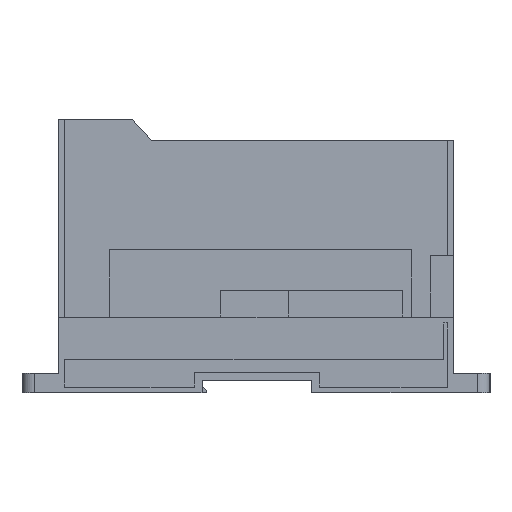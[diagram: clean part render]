
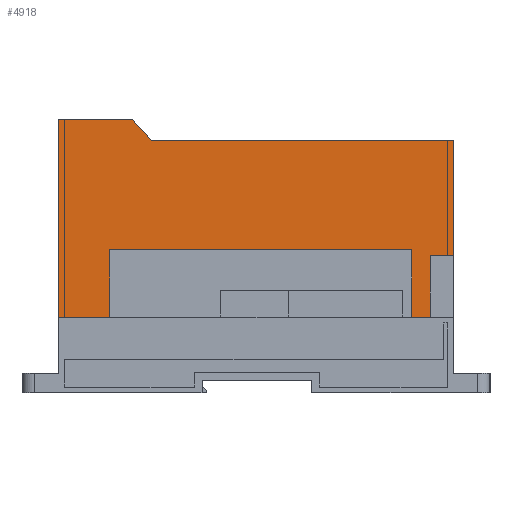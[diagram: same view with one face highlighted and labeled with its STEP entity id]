
A CAD part, left-side view. The second image highlights one B-rep face of the part: STEP entity #4918.
In plain terms, the highlighted planar face has unit normal (-1, 0, 0).
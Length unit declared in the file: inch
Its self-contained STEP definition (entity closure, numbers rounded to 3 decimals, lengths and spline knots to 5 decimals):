
#2130 = VERTEX_POINT ( 'NONE', #10425 ) ;
#2132 = EDGE_CURVE ( 'NONE', #2133, #2130, #10424, .T. ) ;
#2133 = VERTEX_POINT ( 'NONE', #10420 ) ;
#3978 = EDGE_CURVE ( 'NONE', #4126, #3979, #13922, .T. ) ;
#3979 = VERTEX_POINT ( 'NONE', #13918 ) ;
#4057 = VERTEX_POINT ( 'NONE', #13699 ) ;
#4059 = EDGE_CURVE ( 'NONE', #4057, #4060, #13698, .T. ) ;
#4060 = VERTEX_POINT ( 'NONE', #13788 ) ;
#4126 = VERTEX_POINT ( 'NONE', #16849 ) ;
#4260 = VERTEX_POINT ( 'NONE', #14131 ) ;
#4330 = EDGE_CURVE ( 'NONE', #4260, #4331, #14279, .T. ) ;
#4331 = VERTEX_POINT ( 'NONE', #14280 ) ;
#4532 = VERTEX_POINT ( 'NONE', #14522 ) ;
#4534 = EDGE_CURVE ( 'NONE', #4532, #4535, #14521, .T. ) ;
#4535 = VERTEX_POINT ( 'NONE', #14633 ) ;
#4569 = EDGE_CURVE ( 'NONE', #4057, #4571, #14767, .T. ) ;
#4571 = VERTEX_POINT ( 'NONE', #14861 ) ;
#4698 = EDGE_CURVE ( 'NONE', #4535, #2130, #15084, .T. ) ;
#4918 = ADVANCED_FACE ( 'NONE', ( #15602 ), #15611, .F. ) ;
#4919 = EDGE_LOOP ( 'NONE', ( #4920, #4921, #4924, #4926, #4927, #4928, #4929, #4931, #4932, #4946, #4949, #4951, #4952, #4935 ) ) ;
#4920 = ORIENTED_EDGE ( 'NONE', *, *, #4569, .T. ) ;
#4921 = ORIENTED_EDGE ( 'NONE', *, *, #4922, .F. ) ;
#4922 = EDGE_CURVE ( 'NONE', #4923, #4571, #15400, .T. ) ;
#4923 = VERTEX_POINT ( 'NONE', #15404 ) ;
#4924 = ORIENTED_EDGE ( 'NONE', *, *, #4925, .F. ) ;
#4925 = EDGE_CURVE ( 'NONE', #2133, #4923, #15413, .T. ) ;
#4926 = ORIENTED_EDGE ( 'NONE', *, *, #2132, .T. ) ;
#4927 = ORIENTED_EDGE ( 'NONE', *, *, #4698, .F. ) ;
#4928 = ORIENTED_EDGE ( 'NONE', *, *, #4534, .F. ) ;
#4929 = ORIENTED_EDGE ( 'NONE', *, *, #4930, .F. ) ;
#4930 = EDGE_CURVE ( 'NONE', #3979, #4532, #15417, .T. ) ;
#4931 = ORIENTED_EDGE ( 'NONE', *, *, #3978, .F. ) ;
#4932 = ORIENTED_EDGE ( 'NONE', *, *, #4933, .F. ) ;
#4933 = EDGE_CURVE ( 'NONE', #4934, #4126, #15762, .T. ) ;
#4934 = VERTEX_POINT ( 'NONE', #15761 ) ;
#4935 = ORIENTED_EDGE ( 'NONE', *, *, #4059, .F. ) ;
#4946 = ORIENTED_EDGE ( 'NONE', *, *, #4947, .F. ) ;
#4947 = EDGE_CURVE ( 'NONE', #4948, #4934, #15684, .T. ) ;
#4948 = VERTEX_POINT ( 'NONE', #15685 ) ;
#4949 = ORIENTED_EDGE ( 'NONE', *, *, #4950, .F. ) ;
#4950 = EDGE_CURVE ( 'NONE', #4331, #4948, #15719, .T. ) ;
#4951 = ORIENTED_EDGE ( 'NONE', *, *, #4330, .F. ) ;
#4952 = ORIENTED_EDGE ( 'NONE', *, *, #4953, .T. ) ;
#4953 = EDGE_CURVE ( 'NONE', #4260, #4060, #15721, .T. ) ;
#10420 = CARTESIAN_POINT ( 'NONE',  ( 4.2, 4.1025, 3.5 ) ) ;
#10421 = DIRECTION ( 'NONE',  ( 0., 1., 0. ) ) ;
#10422 = VECTOR ( 'NONE', #10421, 39.37008 ) ;
#10423 = CARTESIAN_POINT ( 'NONE',  ( 4.2, 5.04, 3.5 ) ) ;
#10424 = LINE ( 'NONE', #10423, #10422 ) ;
#10425 = CARTESIAN_POINT ( 'NONE',  ( 4.2, 5.04, 3.5 ) ) ;
#13698 = LINE ( 'NONE', #13791, #13790 ) ;
#13699 = CARTESIAN_POINT ( 'NONE',  ( 4.2, 0., 0.969 ) ) ;
#13788 = CARTESIAN_POINT ( 'NONE',  ( 4.2, 0.2, 0.969 ) ) ;
#13789 = DIRECTION ( 'NONE',  ( 0., 1., 0. ) ) ;
#13790 = VECTOR ( 'NONE', #13789, 39.37008 ) ;
#13791 = CARTESIAN_POINT ( 'NONE',  ( 4.2, 5.04, 0.969 ) ) ;
#13918 = CARTESIAN_POINT ( 'NONE',  ( 4.2, 4.92, 0.504 ) ) ;
#13919 = DIRECTION ( 'NONE',  ( 0., 1., 0. ) ) ;
#13920 = VECTOR ( 'NONE', #13919, 39.37008 ) ;
#13921 = CARTESIAN_POINT ( 'NONE',  ( 4.2, -2.58852, 0.504 ) ) ;
#13922 = LINE ( 'NONE', #13921, #13920 ) ;
#14131 = CARTESIAN_POINT ( 'NONE',  ( 4.2, 0.2, 0.504 ) ) ;
#14277 = VECTOR ( 'NONE', #14281, 39.37008 ) ;
#14278 = CARTESIAN_POINT ( 'NONE',  ( 4.2, -2.58852, 0.504 ) ) ;
#14279 = LINE ( 'NONE', #14278, #14277 ) ;
#14280 = CARTESIAN_POINT ( 'NONE',  ( 4.2, 0.53, 0.504 ) ) ;
#14281 = DIRECTION ( 'NONE',  ( 0., 1., 0. ) ) ;
#14521 = LINE ( 'NONE', #14589, #14588 ) ;
#14522 = CARTESIAN_POINT ( 'NONE',  ( 4.2, 4.92, 0.969 ) ) ;
#14587 = DIRECTION ( 'NONE',  ( 0., 1., 0. ) ) ;
#14588 = VECTOR ( 'NONE', #14587, 39.37008 ) ;
#14589 = CARTESIAN_POINT ( 'NONE',  ( 4.2, 5.04, 0.969 ) ) ;
#14633 = CARTESIAN_POINT ( 'NONE',  ( 4.2, 5.04, 0.969 ) ) ;
#14767 = LINE ( 'NONE', #14842, #14841 ) ;
#14840 = DIRECTION ( 'NONE',  ( 0., 0., 1. ) ) ;
#14841 = VECTOR ( 'NONE', #14840, 39.37008 ) ;
#14842 = CARTESIAN_POINT ( 'NONE',  ( 4.2, 0., 0.969 ) ) ;
#14861 = CARTESIAN_POINT ( 'NONE',  ( 4.2, 0., 3.225 ) ) ;
#15081 = DIRECTION ( 'NONE',  ( 0., 0., 1. ) ) ;
#15082 = VECTOR ( 'NONE', #15081, 39.37008 ) ;
#15083 = CARTESIAN_POINT ( 'NONE',  ( 4.2, 5.04, 0.969 ) ) ;
#15084 = LINE ( 'NONE', #15083, #15082 ) ;
#15396 = DIRECTION ( 'NONE',  ( 0., -1., 0. ) ) ;
#15398 = VECTOR ( 'NONE', #15396, 39.37008 ) ;
#15399 = CARTESIAN_POINT ( 'NONE',  ( 4.2, 3.8525, 3.225 ) ) ;
#15400 = LINE ( 'NONE', #15399, #15398 ) ;
#15404 = CARTESIAN_POINT ( 'NONE',  ( 4.2, 3.8525, 3.225 ) ) ;
#15409 = DIRECTION ( 'NONE',  ( 0., -0.673, -0.74 ) ) ;
#15410 = VECTOR ( 'NONE', #15409, 39.37008 ) ;
#15412 = CARTESIAN_POINT ( 'NONE',  ( 4.2, 4.1025, 3.5 ) ) ;
#15413 = LINE ( 'NONE', #15412, #15410 ) ;
#15416 = CARTESIAN_POINT ( 'NONE',  ( 4.2, 4.92, 0.504 ) ) ;
#15417 = LINE ( 'NONE', #15416, #15424 ) ;
#15423 = DIRECTION ( 'NONE',  ( 0., 0., 1. ) ) ;
#15424 = VECTOR ( 'NONE', #15423, 39.37008 ) ;
#15602 = FACE_OUTER_BOUND ( 'NONE', #4919, .T. ) ;
#15610 = CARTESIAN_POINT ( 'NONE',  ( 4.2, 5.04, 0.969 ) ) ;
#15611 = PLANE ( 'NONE',  #15617 ) ;
#15615 = DIRECTION ( 'NONE',  ( 0., 1., 0. ) ) ;
#15616 = DIRECTION ( 'NONE',  ( 1., 0., 0. ) ) ;
#15617 = AXIS2_PLACEMENT_3D ( 'NONE', #15610, #15616, #15615 ) ;
#15681 = DIRECTION ( 'NONE',  ( 0., 1., 0. ) ) ;
#15682 = VECTOR ( 'NONE', #15681, 39.37008 ) ;
#15683 = CARTESIAN_POINT ( 'NONE',  ( 4.2, 4.39, 1.829 ) ) ;
#15684 = LINE ( 'NONE', #15683, #15682 ) ;
#15685 = CARTESIAN_POINT ( 'NONE',  ( 4.2, 0.53, 1.829 ) ) ;
#15716 = DIRECTION ( 'NONE',  ( 0., 0., 1. ) ) ;
#15717 = VECTOR ( 'NONE', #15716, 39.37008 ) ;
#15718 = CARTESIAN_POINT ( 'NONE',  ( 4.2, 0.53, 0.504 ) ) ;
#15719 = LINE ( 'NONE', #15718, #15717 ) ;
#15720 = CARTESIAN_POINT ( 'NONE',  ( 4.2, 0.2, 0.504 ) ) ;
#15721 = LINE ( 'NONE', #15720, #15725 ) ;
#15724 = DIRECTION ( 'NONE',  ( 0., 0., 1. ) ) ;
#15725 = VECTOR ( 'NONE', #15724, 39.37008 ) ;
#15761 = CARTESIAN_POINT ( 'NONE',  ( 4.2, 4.39, 1.829 ) ) ;
#15762 = LINE ( 'NONE', #15765, #15764 ) ;
#15763 = DIRECTION ( 'NONE',  ( 0., 0., -1. ) ) ;
#15764 = VECTOR ( 'NONE', #15763, 39.37008 ) ;
#15765 = CARTESIAN_POINT ( 'NONE',  ( 4.2, 4.39, 0.504 ) ) ;
#16849 = CARTESIAN_POINT ( 'NONE',  ( 4.2, 4.39, 0.504 ) ) ;
